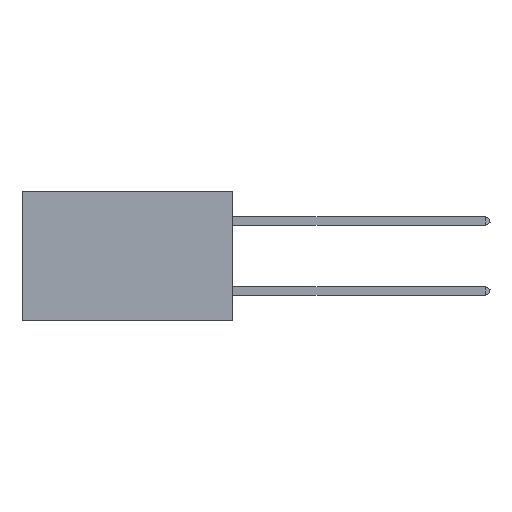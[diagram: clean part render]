
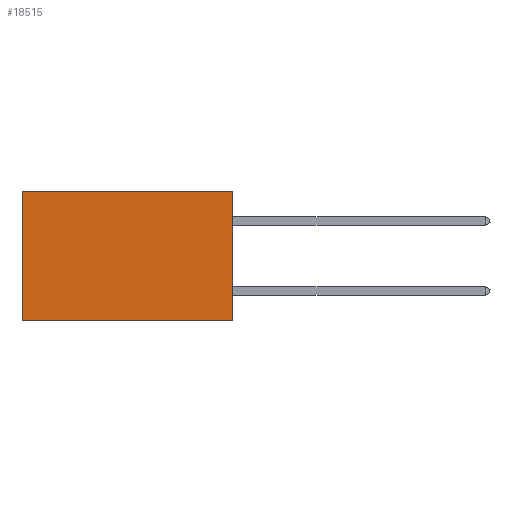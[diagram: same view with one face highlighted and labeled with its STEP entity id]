
A CAD part, left-side view. The second image highlights one B-rep face of the part: STEP entity #18515.
In plain terms, the highlighted planar face has unit normal (-1, 0, 0).
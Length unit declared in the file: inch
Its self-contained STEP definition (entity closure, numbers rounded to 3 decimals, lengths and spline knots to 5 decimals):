
#990 = VERTEX_POINT ( 'NONE', #13703 ) ;
#1469 = DIRECTION ( 'NONE',  ( 0., 1., 0. ) ) ;
#1682 = CARTESIAN_POINT ( 'NONE',  ( 0.2875, 0.6, -0.37 ) ) ;
#2622 = VERTEX_POINT ( 'NONE', #1682 ) ;
#5176 = DIRECTION ( 'NONE',  ( 0., 1., 0. ) ) ;
#5774 = EDGE_LOOP ( 'NONE', ( #19818, #15597, #12905, #15054 ) ) ;
#7043 = CARTESIAN_POINT ( 'NONE',  ( 0.2875, 0., 0. ) ) ;
#7845 = CARTESIAN_POINT ( 'NONE',  ( 0.2875, 0., 0. ) ) ;
#8595 = VERTEX_POINT ( 'NONE', #19267 ) ;
#8702 = LINE ( 'NONE', #14612, #22201 ) ;
#8727 = EDGE_CURVE ( 'NONE', #990, #2622, #19903, .T. ) ;
#8923 = DIRECTION ( 'NONE',  ( 1., 0., 0. ) ) ;
#9059 = LINE ( 'NONE', #21516, #12760 ) ;
#9521 = EDGE_CURVE ( 'NONE', #10685, #990, #9059, .T. ) ;
#9970 = VECTOR ( 'NONE', #5176, 39.37008 ) ;
#10500 = EDGE_CURVE ( 'NONE', #10685, #8595, #8702, .T. ) ;
#10685 = VERTEX_POINT ( 'NONE', #7845 ) ;
#10906 = AXIS2_PLACEMENT_3D ( 'NONE', #7043, #8923, #21258 ) ;
#12760 = VECTOR ( 'NONE', #23247, 39.37008 ) ;
#12905 = ORIENTED_EDGE ( 'NONE', *, *, #9521, .F. ) ;
#13703 = CARTESIAN_POINT ( 'NONE',  ( 0.2875, 0., -0.37 ) ) ;
#13768 = EDGE_CURVE ( 'NONE', #8595, #2622, #19414, .T. ) ;
#14612 = CARTESIAN_POINT ( 'NONE',  ( 0.2875, 0., 0. ) ) ;
#14809 = VECTOR ( 'NONE', #19362, 39.37008 ) ;
#15054 = ORIENTED_EDGE ( 'NONE', *, *, #10500, .T. ) ;
#15597 = ORIENTED_EDGE ( 'NONE', *, *, #8727, .F. ) ;
#16815 = FACE_OUTER_BOUND ( 'NONE', #5774, .T. ) ;
#18515 = ADVANCED_FACE ( 'NONE', ( #16815 ), #21190, .F. ) ;
#19267 = CARTESIAN_POINT ( 'NONE',  ( 0.2875, 0.6, 0. ) ) ;
#19362 = DIRECTION ( 'NONE',  ( 0., 0., -1. ) ) ;
#19414 = LINE ( 'NONE', #22701, #14809 ) ;
#19818 = ORIENTED_EDGE ( 'NONE', *, *, #13768, .T. ) ;
#19903 = LINE ( 'NONE', #21255, #9970 ) ;
#21190 = PLANE ( 'NONE',  #10906 ) ;
#21255 = CARTESIAN_POINT ( 'NONE',  ( 0.2875, 0., -0.37 ) ) ;
#21258 = DIRECTION ( 'NONE',  ( 0., 0., -1. ) ) ;
#21516 = CARTESIAN_POINT ( 'NONE',  ( 0.2875, 0., 0. ) ) ;
#22201 = VECTOR ( 'NONE', #1469, 39.37008 ) ;
#22701 = CARTESIAN_POINT ( 'NONE',  ( 0.2875, 0.6, 0. ) ) ;
#23247 = DIRECTION ( 'NONE',  ( 0., 0., -1. ) ) ;
